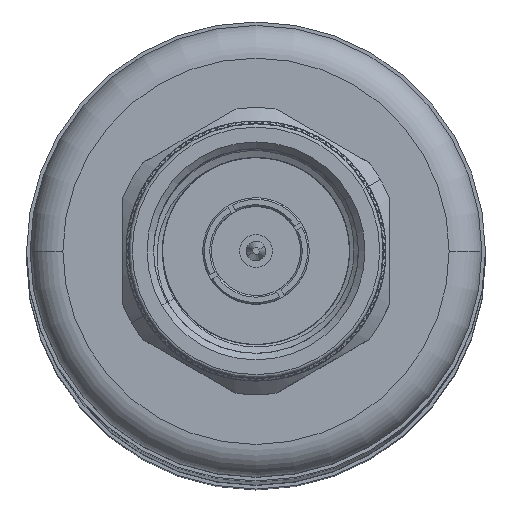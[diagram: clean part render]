
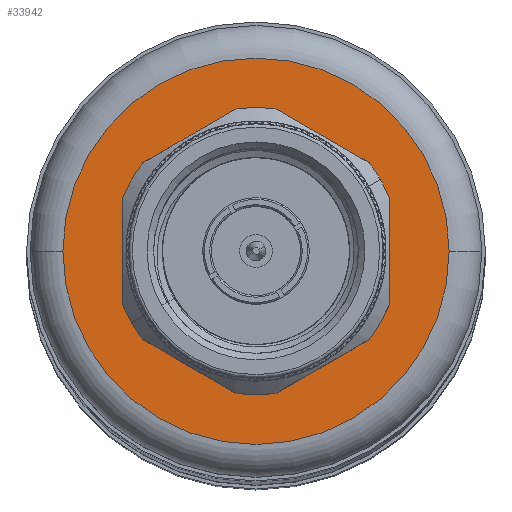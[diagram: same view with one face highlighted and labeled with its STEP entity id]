
A CAD part, top view. The second image highlights one B-rep face of the part: STEP entity #33942.
In plain terms, the highlighted face is planar.
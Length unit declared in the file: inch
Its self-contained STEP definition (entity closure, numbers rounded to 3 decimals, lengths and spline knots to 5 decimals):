
#780 = DIRECTION ( 'NONE',  ( -1., 0., 0. ) ) ;
#4835 = FACE_BOUND ( 'NONE', #144577, .T. ) ;
#6459 = PLANE ( 'NONE',  #63677 ) ;
#10251 = CIRCLE ( 'NONE', #52436, 0.165 ) ;
#13712 = VERTEX_POINT ( 'NONE', #141293 ) ;
#23929 = CARTESIAN_POINT ( 'NONE',  ( 0., 0., 0. ) ) ;
#25537 = CARTESIAN_POINT ( 'NONE',  ( 0., 0., 0.58921 ) ) ;
#30687 = VERTEX_POINT ( 'NONE', #62034 ) ;
#30771 = CIRCLE ( 'NONE', #94137, 0.165 ) ;
#33942 = ADVANCED_FACE ( 'NONE', ( #4835, #92413 ), #6459, .T. ) ;
#39520 = ORIENTED_EDGE ( 'NONE', *, *, #125507, .T. ) ;
#42765 = DIRECTION ( 'NONE',  ( -1., 0., 0. ) ) ;
#47135 = VERTEX_POINT ( 'NONE', #25537 ) ;
#52436 = AXIS2_PLACEMENT_3D ( 'NONE', #109664, #132763, #106418 ) ;
#53782 = EDGE_CURVE ( 'NONE', #13712, #152890, #10251, .T. ) ;
#54675 = EDGE_LOOP ( 'NONE', ( #143164, #39520 ) ) ;
#59055 = DIRECTION ( 'NONE',  ( 0., 0., 1. ) ) ;
#62034 = CARTESIAN_POINT ( 'NONE',  ( 0., 0., -0.58921 ) ) ;
#63677 = AXIS2_PLACEMENT_3D ( 'NONE', #155892, #42765, #93225 ) ;
#68913 = DIRECTION ( 'NONE',  ( -1., 0., 0. ) ) ;
#71418 = CARTESIAN_POINT ( 'NONE',  ( 0., 0., 0. ) ) ;
#83011 = DIRECTION ( 'NONE',  ( -1., 0., 0. ) ) ;
#89044 = EDGE_CURVE ( 'NONE', #47135, #30687, #141483, .T. ) ;
#92413 = FACE_OUTER_BOUND ( 'NONE', #54675, .T. ) ;
#93225 = DIRECTION ( 'NONE',  ( 0., 0., 1. ) ) ;
#94137 = AXIS2_PLACEMENT_3D ( 'NONE', #71418, #83011, #59055 ) ;
#106418 = DIRECTION ( 'NONE',  ( 0., 0., 1. ) ) ;
#109664 = CARTESIAN_POINT ( 'NONE',  ( 0., 0., 0. ) ) ;
#119824 = ORIENTED_EDGE ( 'NONE', *, *, #151285, .F. ) ;
#121546 = CIRCLE ( 'NONE', #134738, 0.58921 ) ;
#121733 = ORIENTED_EDGE ( 'NONE', *, *, #53782, .F. ) ;
#125507 = EDGE_CURVE ( 'NONE', #30687, #47135, #121546, .T. ) ;
#130866 = CARTESIAN_POINT ( 'NONE',  ( 0., 0., 0. ) ) ;
#132763 = DIRECTION ( 'NONE',  ( -1., 0., 0. ) ) ;
#134738 = AXIS2_PLACEMENT_3D ( 'NONE', #130866, #68913, #153992 ) ;
#139468 = DIRECTION ( 'NONE',  ( 0., 0., 1. ) ) ;
#141293 = CARTESIAN_POINT ( 'NONE',  ( 0., 0., 0.165 ) ) ;
#141483 = CIRCLE ( 'NONE', #159941, 0.58921 ) ;
#143164 = ORIENTED_EDGE ( 'NONE', *, *, #89044, .T. ) ;
#144577 = EDGE_LOOP ( 'NONE', ( #121733, #119824 ) ) ;
#151285 = EDGE_CURVE ( 'NONE', #152890, #13712, #30771, .T. ) ;
#152890 = VERTEX_POINT ( 'NONE', #156100 ) ;
#153992 = DIRECTION ( 'NONE',  ( 0., 0., 1. ) ) ;
#155892 = CARTESIAN_POINT ( 'NONE',  ( 0., 0., 0. ) ) ;
#156100 = CARTESIAN_POINT ( 'NONE',  ( 0., 0., -0.165 ) ) ;
#159941 = AXIS2_PLACEMENT_3D ( 'NONE', #23929, #780, #139468 ) ;
